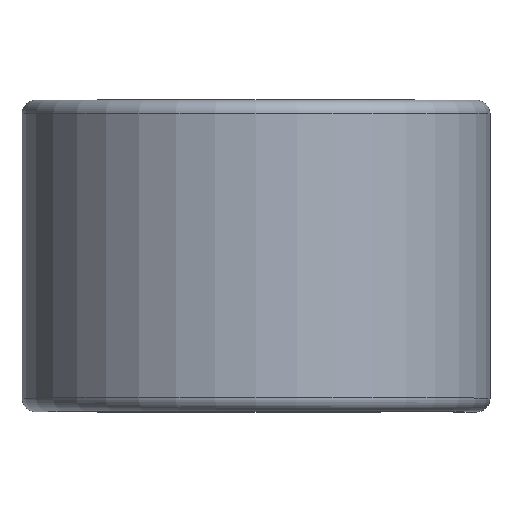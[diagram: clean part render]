
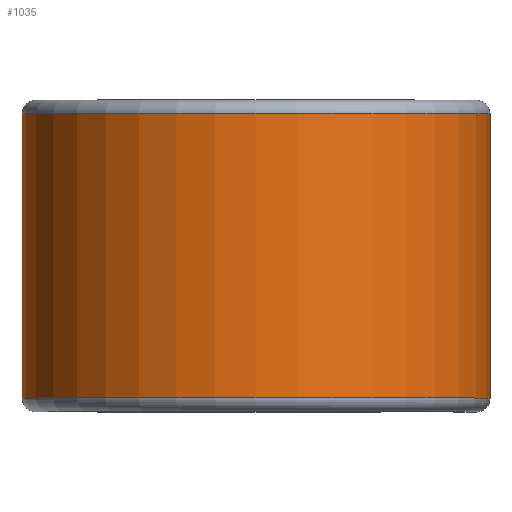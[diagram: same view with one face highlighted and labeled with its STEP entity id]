
A CAD part, top view. The second image highlights one B-rep face of the part: STEP entity #1035.
In plain terms, the highlighted cylindrical face has radius 13.119 mm (diameter 26.238 mm), a partial arc.
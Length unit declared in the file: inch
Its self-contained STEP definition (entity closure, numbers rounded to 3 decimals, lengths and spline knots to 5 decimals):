
#80 = CARTESIAN_POINT ( 'NONE',  ( 0., 0.31375, -0.5165 ) ) ;
#137 = DIRECTION ( 'NONE',  ( 0., -1., 0. ) ) ;
#477 = LINE ( 'NONE', #1744, #1514 ) ;
#501 = AXIS2_PLACEMENT_3D ( 'NONE', #816, #610, #1319 ) ;
#573 = LINE ( 'NONE', #2049, #722 ) ;
#601 = CARTESIAN_POINT ( 'NONE',  ( 0.5165, -0.31375, 0. ) ) ;
#610 = DIRECTION ( 'NONE',  ( 0., -1., 0. ) ) ;
#643 = CARTESIAN_POINT ( 'NONE',  ( 0., 0.31375, 0. ) ) ;
#722 = VECTOR ( 'NONE', #1136, 39.37008 ) ;
#763 = FACE_OUTER_BOUND ( 'NONE', #2376, .T. ) ;
#816 = CARTESIAN_POINT ( 'NONE',  ( 0., 0.3125, 0. ) ) ;
#827 = VERTEX_POINT ( 'NONE', #601 ) ;
#864 = DIRECTION ( 'NONE',  ( 0., 0., -1. ) ) ;
#1021 = ORIENTED_EDGE ( 'NONE', *, *, #1256, .T. ) ;
#1022 = AXIS2_PLACEMENT_3D ( 'NONE', #643, #2038, #864 ) ;
#1035 = ADVANCED_FACE ( 'NONE', ( #763 ), #1781, .T. ) ;
#1136 = DIRECTION ( 'NONE',  ( 0., 1., 0. ) ) ;
#1256 = EDGE_CURVE ( 'NONE', #1869, #2298, #1396, .T. ) ;
#1319 = DIRECTION ( 'NONE',  ( 0., 0., -1. ) ) ;
#1337 = CARTESIAN_POINT ( 'NONE',  ( 0., -0.31375, 0. ) ) ;
#1379 = EDGE_CURVE ( 'NONE', #827, #2404, #1689, .T. ) ;
#1386 = DIRECTION ( 'NONE',  ( 0., 1., 0. ) ) ;
#1396 = CIRCLE ( 'NONE', #1022, 0.5165 ) ;
#1421 = ORIENTED_EDGE ( 'NONE', *, *, #2095, .T. ) ;
#1475 = CARTESIAN_POINT ( 'NONE',  ( 0.5165, 0.31375, 0. ) ) ;
#1514 = VECTOR ( 'NONE', #1386, 39.37008 ) ;
#1521 = DIRECTION ( 'NONE',  ( 0., 0., -1. ) ) ;
#1565 = ORIENTED_EDGE ( 'NONE', *, *, #1925, .F. ) ;
#1681 = AXIS2_PLACEMENT_3D ( 'NONE', #1337, #137, #1521 ) ;
#1684 = ORIENTED_EDGE ( 'NONE', *, *, #1379, .F. ) ;
#1689 = CIRCLE ( 'NONE', #1681, 0.5165 ) ;
#1744 = CARTESIAN_POINT ( 'NONE',  ( 0.5165, 0.31375, 0. ) ) ;
#1781 = CYLINDRICAL_SURFACE ( 'NONE', #501, 0.5165 ) ;
#1869 = VERTEX_POINT ( 'NONE', #1475 ) ;
#1925 = EDGE_CURVE ( 'NONE', #2404, #2298, #573, .T. ) ;
#2038 = DIRECTION ( 'NONE',  ( 0., -1., 0. ) ) ;
#2049 = CARTESIAN_POINT ( 'NONE',  ( 0., 0.31375, -0.5165 ) ) ;
#2095 = EDGE_CURVE ( 'NONE', #827, #1869, #477, .T. ) ;
#2298 = VERTEX_POINT ( 'NONE', #80 ) ;
#2373 = CARTESIAN_POINT ( 'NONE',  ( 0., -0.31375, -0.5165 ) ) ;
#2376 = EDGE_LOOP ( 'NONE', ( #1421, #1021, #1565, #1684 ) ) ;
#2404 = VERTEX_POINT ( 'NONE', #2373 ) ;
